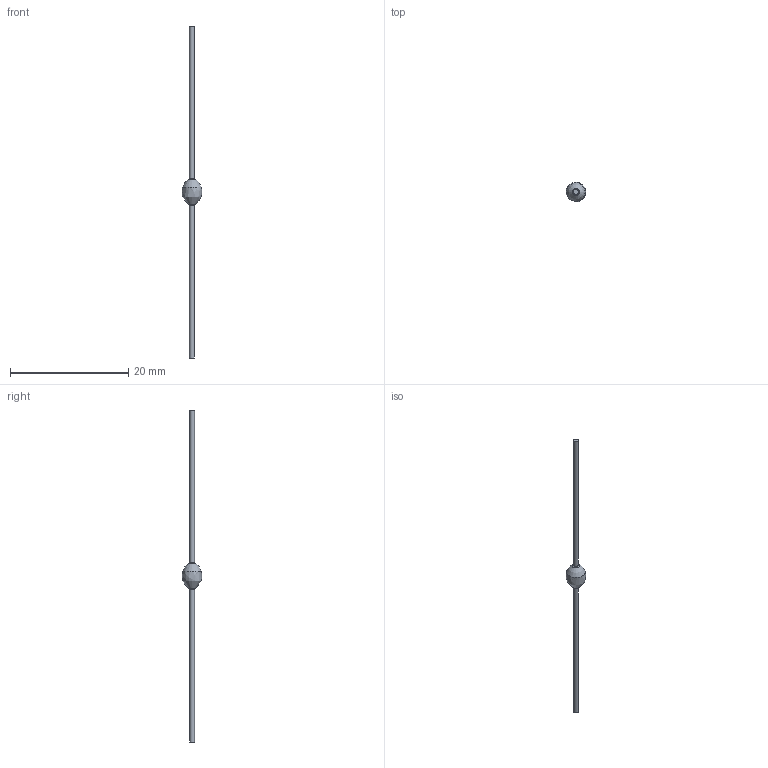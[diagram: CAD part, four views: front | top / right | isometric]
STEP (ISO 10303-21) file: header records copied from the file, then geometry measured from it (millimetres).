
FILE_DESCRIPTION(/* description */ (''),/* implementation_level */ '2;1');
FILE_NAME(/* name */ 'SOD57 BYT62-BY203_6-563-5006-5-4.stp',/* time_stamp */ '2016-12-16T11:06:32+01:00',/* author */ ('vo_cad_user'),/* organization */ (''),/* preprocessor_version */ 'ST-DEVELOPER v15.2',/* originating_system */ 'Autodesk Inventor 2014',/* authorisation */ '');
FILE_SCHEMA (('AUTOMOTIVE_DESIGN { 1 0 10303 214 3 1 1 }'));
Length unit declared in the file: millimetre
Products named in the file (1): SOD57  BYT62-BY203_6-563-5006-5-4
Bounding box: 3.34 x 3.32 x 56.2 mm (x, y, z)
Volume: 53.8 mm3; surface area: 177 mm2
Topology: 1 solids, 1 shells, 10 faces, 21 edges, 15 vertices
Faces by surface type: plane 4, torus 2, cylinder 2, bspline 2
Full cylindrical faces by diameter (mm): 0.82 x2
Entity records: 334 total; most frequent: CARTESIAN_POINT 95, DIRECTION 44, ORIENTED_EDGE 30, AXIS2_PLACEMENT_3D 22, EDGE_LOOP 16, EDGE_CURVE 15, CIRCLE 13, VERTEX_POINT 13
